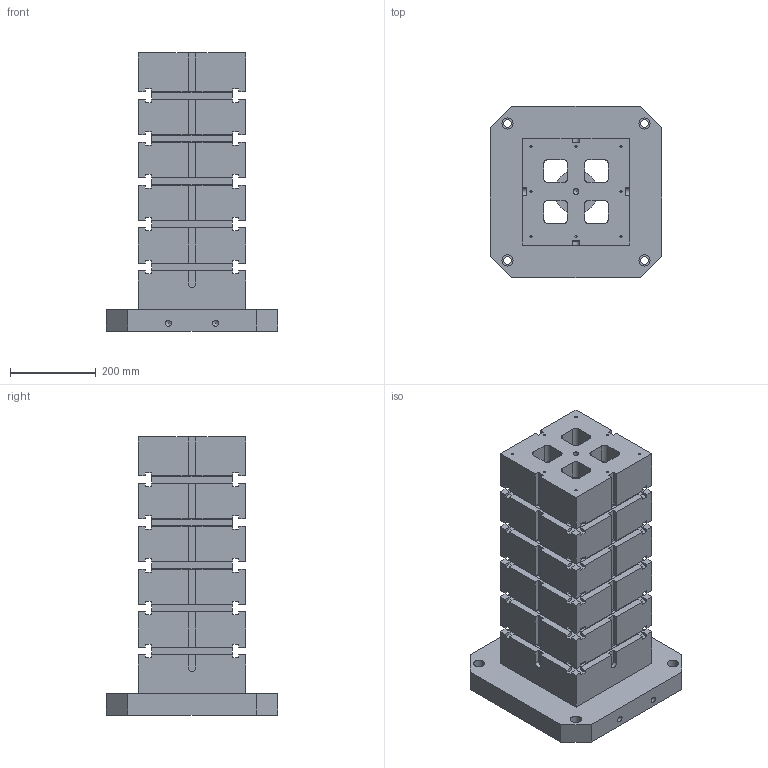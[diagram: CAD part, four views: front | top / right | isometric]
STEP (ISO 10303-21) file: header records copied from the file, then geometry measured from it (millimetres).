
FILE_DESCRIPTION( ( 'Unknown' ), '1' );
FILE_NAME( 'BP09-400400-0650-18.stp', 'Unknown', ( 'S.C.H' ), ( 'Unknown' ), 'XStep 1.0', 'Unknown', ' ' );
FILE_SCHEMA( ( 'CONFIG_CONTROL_DESIGN' ) );
Length unit declared in the file: millimetre
Products named in the file (1): 1
Bounding box: 400 x 400 x 650 mm (x, y, z)
Volume: 25923513.8 mm3; surface area: 1851180.7 mm2
Topology: 1 solids, 1 shells, 803 faces, 2136 edges, 1308 vertices
Faces by surface type: plane 615, cylinder 140, sphere 36, cone 12
Full cylindrical faces by diameter (mm): 5 x8, 14 x4, 18 x4, 26 x4
Entity records: 23790 total; most frequent: CARTESIAN_POINT 4144, ORIENTED_EDGE 4088, DIRECTION 3916, EDGE_CURVE 2044, LINE 1780, VECTOR 1780, VERTEX_POINT 1296, AXIS2_PLACEMENT_3D 1068
